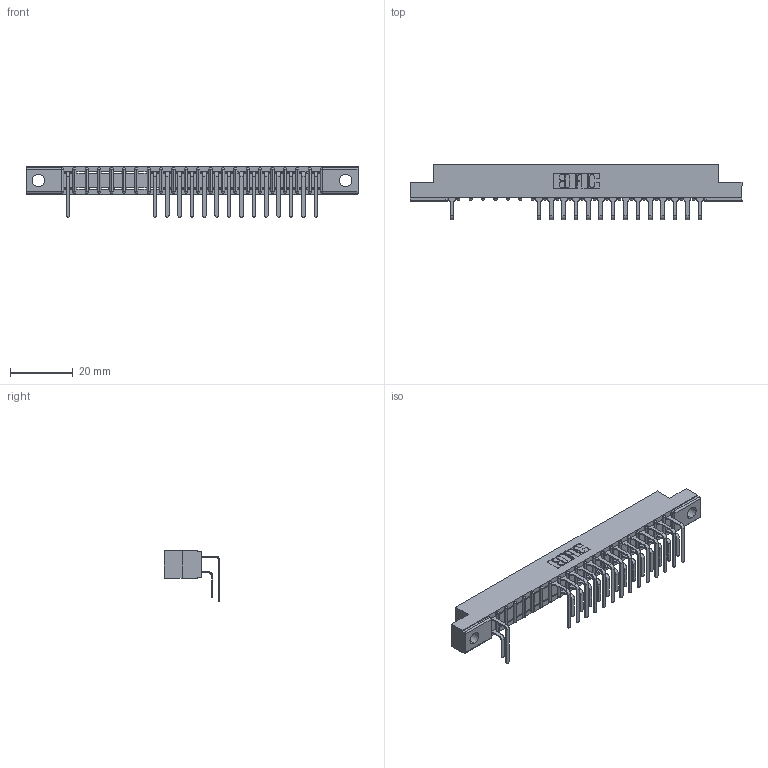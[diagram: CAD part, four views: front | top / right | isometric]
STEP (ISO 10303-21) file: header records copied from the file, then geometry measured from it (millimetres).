
FILE_DESCRIPTION (( 'STEP AP203' ), '1' );
FILE_NAME ('307-021-559-104.STEP', '2018-08-04T02:34:59', ( '' ), ( '' ), 'SwSTEP 2.0', 'SolidWorks 2016', '' );
FILE_SCHEMA (( 'CONFIG_CONTROL_DESIGN' ));
Length unit declared in the file: inch
Products named in the file (4): 307-021-559-104; 307 Part_.156 Dia Mounting Holes; 307-290-001_558 559 - 1 (Single); 307-290-001_559 - 2 (Single)
Assembly tree (30 placements, depth 2):
  307-021-559-104
    307 Part_.156 Dia Mounting Holes
    307-290-001_558 559 - 1 (Single)  x14
    307-290-001_559 - 2 (Single)  x15
Bounding box: 106.22 x 17.69 x 16.08 mm (x, y, z)
Volume: 6804.2 mm3; surface area: 11593.8 mm2
Topology: 30 solids, 30 shells, 1734 faces, 4893 edges, 3162 vertices
Faces by surface type: plane 1119, cylinder 571, sphere 44
Entity records: 22713 total; most frequent: CARTESIAN_POINT 3784, ORIENTED_EDGE 3758, DIRECTION 3693, EDGE_CURVE 1879, VECTOR 1439, LINE 1439, VERTEX_POINT 1218, AXIS2_PLACEMENT_3D 1127
